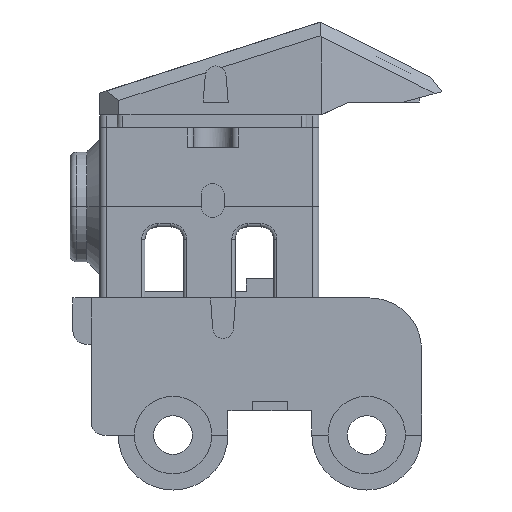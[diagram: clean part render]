
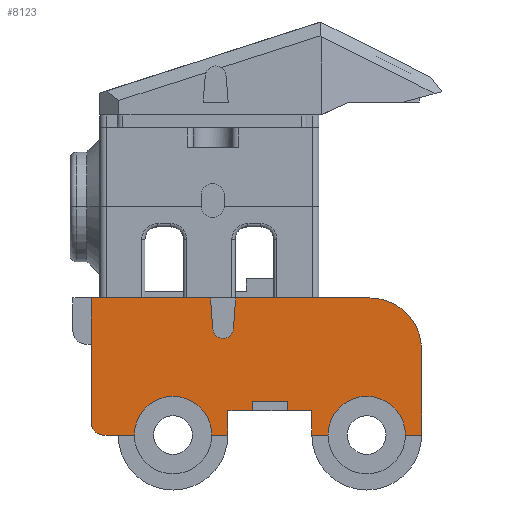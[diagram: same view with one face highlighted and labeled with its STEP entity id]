
A CAD part, left-side view. The second image highlights one B-rep face of the part: STEP entity #8123.
In plain terms, the highlighted planar face has unit normal (-1, 0, 0).
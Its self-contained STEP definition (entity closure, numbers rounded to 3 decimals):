
#164=PLANE('',#8653);
#465=FACE_OUTER_BOUND('',#899,.T.);
#899=EDGE_LOOP('',(#5612,#5613,#5614,#5615,#5616,#5617,#5618,#5619,#5620,
#5621,#5622,#5623,#5624,#5625,#5626,#5627,#5628,#5629,#5630,#5631,#5632,
#5633));
#1398=LINE('',#11975,#2313);
#1399=LINE('',#11978,#2314);
#1404=LINE('',#11990,#2319);
#1405=LINE('',#11992,#2320);
#1406=LINE('',#11996,#2321);
#1407=LINE('',#12000,#2322);
#1408=LINE('',#12002,#2323);
#1409=LINE('',#12004,#2324);
#1410=LINE('',#12006,#2325);
#1411=LINE('',#12008,#2326);
#1412=LINE('',#12010,#2327);
#1413=LINE('',#12012,#2328);
#1414=LINE('',#12014,#2329);
#1415=LINE('',#12016,#2330);
#1416=LINE('',#12020,#2331);
#1417=LINE('',#12022,#2332);
#1418=LINE('',#12025,#2333);
#2313=VECTOR('',#9503,10.);
#2314=VECTOR('',#9506,10.);
#2319=VECTOR('',#9519,10.);
#2320=VECTOR('',#9520,10.);
#2321=VECTOR('',#9523,10.);
#2322=VECTOR('',#9526,10.);
#2323=VECTOR('',#9527,10.);
#2324=VECTOR('',#9528,10.);
#2325=VECTOR('',#9529,10.);
#2326=VECTOR('',#9530,10.);
#2327=VECTOR('',#9531,10.);
#2328=VECTOR('',#9532,10.);
#2329=VECTOR('',#9533,10.);
#2330=VECTOR('',#9534,10.);
#2331=VECTOR('',#9537,10.);
#2332=VECTOR('',#9538,10.);
#2333=VECTOR('',#9541,10.);
#3197=CIRCLE('',#8644,1.899);
#3201=CIRCLE('',#8654,2.);
#3202=CIRCLE('',#8655,6.);
#3203=CIRCLE('',#8656,6.);
#3204=CIRCLE('',#8657,8.);
#3527=VERTEX_POINT('',#11954);
#3528=VERTEX_POINT('',#11955);
#3535=VERTEX_POINT('',#11973);
#3536=VERTEX_POINT('',#11977);
#3539=VERTEX_POINT('',#11989);
#3540=VERTEX_POINT('',#11991);
#3541=VERTEX_POINT('',#11993);
#3542=VERTEX_POINT('',#11995);
#3543=VERTEX_POINT('',#11997);
#3544=VERTEX_POINT('',#11999);
#3545=VERTEX_POINT('',#12001);
#3546=VERTEX_POINT('',#12003);
#3547=VERTEX_POINT('',#12005);
#3548=VERTEX_POINT('',#12007);
#3549=VERTEX_POINT('',#12009);
#3550=VERTEX_POINT('',#12011);
#3551=VERTEX_POINT('',#12013);
#3552=VERTEX_POINT('',#12015);
#3553=VERTEX_POINT('',#12017);
#3554=VERTEX_POINT('',#12019);
#3555=VERTEX_POINT('',#12021);
#3556=VERTEX_POINT('',#12023);
#4335=EDGE_CURVE('',#3527,#3528,#3197,.T.);
#4345=EDGE_CURVE('',#3527,#3535,#1398,.T.);
#4346=EDGE_CURVE('',#3536,#3528,#1399,.T.);
#4352=EDGE_CURVE('',#3539,#3535,#1404,.T.);
#4353=EDGE_CURVE('',#3540,#3539,#1405,.T.);
#4354=EDGE_CURVE('',#3541,#3540,#3201,.T.);
#4355=EDGE_CURVE('',#3542,#3541,#1406,.T.);
#4356=EDGE_CURVE('',#3542,#3543,#3202,.T.);
#4357=EDGE_CURVE('',#3544,#3543,#1407,.T.);
#4358=EDGE_CURVE('',#3544,#3545,#1408,.T.);
#4359=EDGE_CURVE('',#3545,#3546,#1409,.T.);
#4360=EDGE_CURVE('',#3546,#3547,#1410,.T.);
#4361=EDGE_CURVE('',#3547,#3548,#1411,.T.);
#4362=EDGE_CURVE('',#3548,#3549,#1412,.T.);
#4363=EDGE_CURVE('',#3549,#3550,#1413,.T.);
#4364=EDGE_CURVE('',#3550,#3551,#1414,.T.);
#4365=EDGE_CURVE('',#3552,#3551,#1415,.T.);
#4366=EDGE_CURVE('',#3552,#3553,#3203,.T.);
#4367=EDGE_CURVE('',#3554,#3553,#1416,.T.);
#4368=EDGE_CURVE('',#3554,#3555,#1417,.T.);
#4369=EDGE_CURVE('',#3556,#3555,#3204,.T.);
#4370=EDGE_CURVE('',#3536,#3556,#1418,.T.);
#5612=ORIENTED_EDGE('',*,*,#4346,.T.);
#5613=ORIENTED_EDGE('',*,*,#4335,.F.);
#5614=ORIENTED_EDGE('',*,*,#4345,.T.);
#5615=ORIENTED_EDGE('',*,*,#4352,.F.);
#5616=ORIENTED_EDGE('',*,*,#4353,.F.);
#5617=ORIENTED_EDGE('',*,*,#4354,.F.);
#5618=ORIENTED_EDGE('',*,*,#4355,.F.);
#5619=ORIENTED_EDGE('',*,*,#4356,.T.);
#5620=ORIENTED_EDGE('',*,*,#4357,.F.);
#5621=ORIENTED_EDGE('',*,*,#4358,.T.);
#5622=ORIENTED_EDGE('',*,*,#4359,.T.);
#5623=ORIENTED_EDGE('',*,*,#4360,.T.);
#5624=ORIENTED_EDGE('',*,*,#4361,.T.);
#5625=ORIENTED_EDGE('',*,*,#4362,.T.);
#5626=ORIENTED_EDGE('',*,*,#4363,.T.);
#5627=ORIENTED_EDGE('',*,*,#4364,.T.);
#5628=ORIENTED_EDGE('',*,*,#4365,.F.);
#5629=ORIENTED_EDGE('',*,*,#4366,.T.);
#5630=ORIENTED_EDGE('',*,*,#4367,.F.);
#5631=ORIENTED_EDGE('',*,*,#4368,.T.);
#5632=ORIENTED_EDGE('',*,*,#4369,.F.);
#5633=ORIENTED_EDGE('',*,*,#4370,.F.);
#8123=ADVANCED_FACE('',(#465),#164,.T.);
#8644=AXIS2_PLACEMENT_3D('',#11956,#9486,#9487);
#8653=AXIS2_PLACEMENT_3D('',#11988,#9517,#9518);
#8654=AXIS2_PLACEMENT_3D('',#11994,#9521,#9522);
#8655=AXIS2_PLACEMENT_3D('',#11998,#9524,#9525);
#8656=AXIS2_PLACEMENT_3D('',#12018,#9535,#9536);
#8657=AXIS2_PLACEMENT_3D('',#12024,#9539,#9540);
#9486=DIRECTION('center_axis',(-1.,0.,0.));
#9487=DIRECTION('ref_axis',(0.,0.881,-0.473));
#9503=DIRECTION('',(0.,0.073,0.997));
#9506=DIRECTION('',(0.,0.073,-0.997));
#9517=DIRECTION('center_axis',(-1.,0.,0.));
#9518=DIRECTION('ref_axis',(0.,-1.,0.));
#9519=DIRECTION('',(0.,-1.,0.));
#9520=DIRECTION('',(0.,0.,1.));
#9521=DIRECTION('center_axis',(1.,0.,0.));
#9522=DIRECTION('ref_axis',(0.,0.707,-0.707));
#9523=DIRECTION('',(0.,1.,0.));
#9524=DIRECTION('center_axis',(1.,0.,0.));
#9525=DIRECTION('ref_axis',(0.,1.,0.));
#9526=DIRECTION('',(0.,1.,0.));
#9527=DIRECTION('',(0.,0.,1.));
#9528=DIRECTION('',(0.,-1.,0.));
#9529=DIRECTION('',(0.,0.,1.));
#9530=DIRECTION('',(0.,-1.,0.));
#9531=DIRECTION('',(0.,0.,-1.));
#9532=DIRECTION('',(0.,-1.,0.));
#9533=DIRECTION('',(0.,0.,-1.));
#9534=DIRECTION('',(0.,1.,0.));
#9535=DIRECTION('center_axis',(1.,0.,0.));
#9536=DIRECTION('ref_axis',(0.,1.,0.));
#9537=DIRECTION('',(0.,1.,0.));
#9538=DIRECTION('',(0.,0.,1.));
#9539=DIRECTION('center_axis',(1.,0.,0.));
#9540=DIRECTION('ref_axis',(0.,-0.707,0.707));
#9541=DIRECTION('',(0.,-1.,0.));
#11954=CARTESIAN_POINT('',(-17.75,8.923,17.45));
#11955=CARTESIAN_POINT('',(-17.75,5.577,17.45));
#11956=CARTESIAN_POINT('Origin',(-17.75,7.25,18.349));
#11973=CARTESIAN_POINT('',(-17.75,9.2,21.25));
#11975=CARTESIAN_POINT('',(-17.75,8.478,11.352));
#11977=CARTESIAN_POINT('',(-17.75,5.3,21.25));
#11978=CARTESIAN_POINT('',(-17.75,6.305,7.469));
#11988=CARTESIAN_POINT('Origin',(-17.75,27.7,0.));
#11989=CARTESIAN_POINT('',(-17.75,27.7,21.25));
#11990=CARTESIAN_POINT('',(-17.75,23.5,21.25));
#11991=CARTESIAN_POINT('',(-17.75,27.7,2.));
#11992=CARTESIAN_POINT('',(-17.75,27.7,0.));
#11993=CARTESIAN_POINT('',(-17.75,25.7,0.));
#11994=CARTESIAN_POINT('Origin',(-17.75,25.7,2.));
#11995=CARTESIAN_POINT('',(-17.75,21.,0.));
#11996=CARTESIAN_POINT('',(-17.75,23.5,0.));
#11997=CARTESIAN_POINT('',(-17.75,9.,0.));
#11998=CARTESIAN_POINT('Origin',(-17.75,15.,0.));
#11999=CARTESIAN_POINT('',(-17.75,6.5,0.));
#12000=CARTESIAN_POINT('',(-17.75,23.5,0.));
#12001=CARTESIAN_POINT('',(-17.75,6.5,3.8));
#12002=CARTESIAN_POINT('',(-17.75,6.5,1.9));
#12003=CARTESIAN_POINT('',(-17.75,2.7,3.8));
#12004=CARTESIAN_POINT('',(-17.75,10.6,3.8));
#12005=CARTESIAN_POINT('',(-17.75,2.7,5.25));
#12006=CARTESIAN_POINT('',(-17.75,2.7,1.9));
#12007=CARTESIAN_POINT('',(-17.75,-2.7,5.25));
#12008=CARTESIAN_POINT('',(-17.75,15.2,5.25));
#12009=CARTESIAN_POINT('',(-17.75,-2.7,3.8));
#12010=CARTESIAN_POINT('',(-17.75,-2.7,2.625));
#12011=CARTESIAN_POINT('',(-17.75,-6.5,3.8));
#12012=CARTESIAN_POINT('',(-17.75,10.6,3.8));
#12013=CARTESIAN_POINT('',(-17.75,-6.5,0.));
#12014=CARTESIAN_POINT('',(-17.75,-6.5,0.));
#12015=CARTESIAN_POINT('',(-17.75,-9.,0.));
#12016=CARTESIAN_POINT('',(-17.75,23.5,0.));
#12017=CARTESIAN_POINT('',(-17.75,-21.,0.));
#12018=CARTESIAN_POINT('Origin',(-17.75,-15.,0.));
#12019=CARTESIAN_POINT('',(-17.75,-23.5,0.));
#12020=CARTESIAN_POINT('',(-17.75,23.5,0.));
#12021=CARTESIAN_POINT('',(-17.75,-23.5,13.25));
#12022=CARTESIAN_POINT('',(-17.75,-23.5,0.));
#12023=CARTESIAN_POINT('',(-17.75,-15.5,21.25));
#12024=CARTESIAN_POINT('Origin',(-17.75,-15.5,13.25));
#12025=CARTESIAN_POINT('',(-17.75,23.5,21.25));
